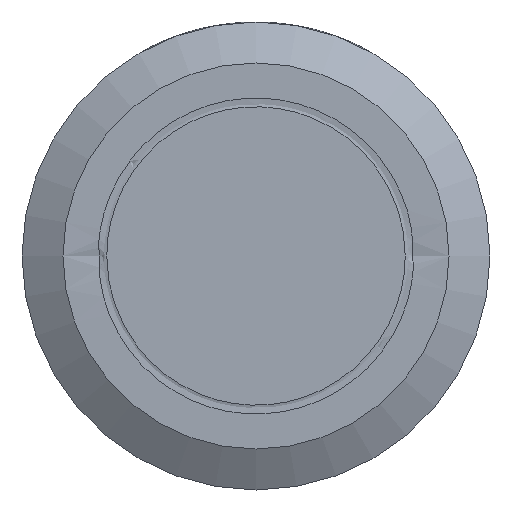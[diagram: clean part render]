
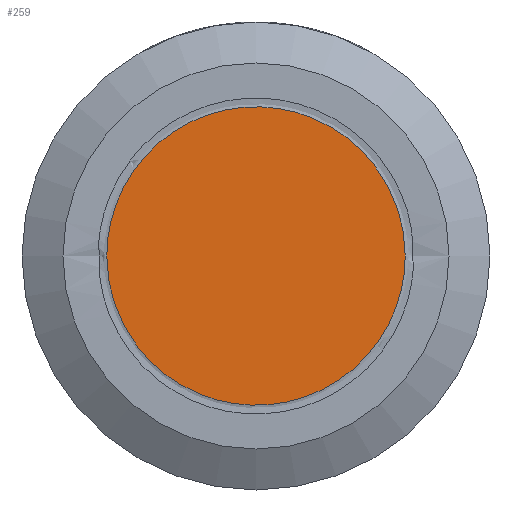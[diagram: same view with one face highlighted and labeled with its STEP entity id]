
A CAD part, front view. The second image highlights one B-rep face of the part: STEP entity #259.
In plain terms, the highlighted planar face has unit normal (0, -1, 0).
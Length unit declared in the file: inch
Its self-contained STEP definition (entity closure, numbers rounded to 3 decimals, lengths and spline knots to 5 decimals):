
#11 = CARTESIAN_POINT ( 'NONE',  ( 0.0502, 0., 0. ) ) ;
#20 = VERTEX_POINT ( 'NONE', #136 ) ;
#21 = CARTESIAN_POINT ( 'NONE',  ( -0.00788, 0., 0.04976 ) ) ;
#23 = CARTESIAN_POINT ( 'NONE',  ( -0.01256, 0., -0.04902 ) ) ;
#24 = CARTESIAN_POINT ( 'NONE',  ( 0.04776, 0., 0.01549 ) ) ;
#26 = CARTESIAN_POINT ( 'NONE',  ( -0.01699, 0., 0.04724 ) ) ;
#69 = EDGE_CURVE ( 'NONE', #20, #180, #125, .T. ) ;
#72 = CARTESIAN_POINT ( 'NONE',  ( 0.02491, 0., -0.04413 ) ) ;
#74 = CARTESIAN_POINT ( 'NONE',  ( -0.02164, 0., -0.0453 ) ) ;
#75 = DIRECTION ( 'NONE',  ( 0., 0., -1. ) ) ;
#79 = CARTESIAN_POINT ( 'NONE',  ( 0.04117, 0., -0.02909 ) ) ;
#80 = CARTESIAN_POINT ( 'NONE',  ( -0.00318, 0., 0.0502 ) ) ;
#86 = PLANE ( 'NONE',  #261 ) ;
#89 = CARTESIAN_POINT ( 'NONE',  ( -0.04413, 0., -0.02491 ) ) ;
#119 = CARTESIAN_POINT ( 'NONE',  ( -0.0502, 0., 0.00639 ) ) ;
#121 = CARTESIAN_POINT ( 'NONE',  ( -0.00637, 0., -0.05019 ) ) ;
#123 = CARTESIAN_POINT ( 'NONE',  ( -0.04638, 0., 0.01922 ) ) ;
#125 = B_SPLINE_CURVE_WITH_KNOTS ( 'NONE', 3,
 ( #245, #400, #664, #397, #140, #456, #503, #89, #506, #458, #192, #558, #74, #336, #447, #23, #121, #499, #653, #554, #126, #388, #188, #72, #552, #494, #79, #441, #650, #186, #557, #250, #559, #556 ),
 .UNSPECIFIED., .F., .F.,
 ( 4, 1, 1, 2, 2, 2, 1, 1, 2, 2, 2, 1, 1, 2, 2, 2, 1, 1, 2, 2, 4 ),
 ( 0., 0.0625, 0.09375, 0.10938, 0.125, 0.25, 0.3125, 0.34375, 0.35938, 0.375, 0.5, 0.5625, 0.59375, 0.60938, 0.625, 0.75, 0.8125, 0.84375, 0.85938, 0.875, 1. ),
 .UNSPECIFIED. ) ;
#126 = CARTESIAN_POINT ( 'NONE',  ( 0.01549, 0., -0.04776 ) ) ;
#127 = CARTESIAN_POINT ( 'NONE',  ( 0.02395, 0., 0.04418 ) ) ;
#128 = CARTESIAN_POINT ( 'NONE',  ( 0., 0., 0. ) ) ;
#136 = CARTESIAN_POINT ( 'NONE',  ( -0.0502, 0., 0. ) ) ;
#140 = CARTESIAN_POINT ( 'NONE',  ( -0.04776, 0., -0.01549 ) ) ;
#180 = VERTEX_POINT ( 'NONE', #11 ) ;
#182 = CARTESIAN_POINT ( 'NONE',  ( 0.00637, 0., 0.05019 ) ) ;
#186 = CARTESIAN_POINT ( 'NONE',  ( 0.04601, 0., -0.02008 ) ) ;
#187 = CARTESIAN_POINT ( 'NONE',  ( -0.04902, 0., 0.01255 ) ) ;
#188 = CARTESIAN_POINT ( 'NONE',  ( 0.01767, 0., -0.04699 ) ) ;
#192 = CARTESIAN_POINT ( 'NONE',  ( -0.02909, 0., -0.04117 ) ) ;
#197 = CARTESIAN_POINT ( 'NONE',  ( 0.04699, 0., 0.01767 ) ) ;
#224 = CARTESIAN_POINT ( 'NONE',  ( 0.0502, 0., 0. ) ) ;
#234 = B_SPLINE_CURVE_WITH_KNOTS ( 'NONE', 3,
 ( #224, #391, #597, #337, #24, #562, #197, #601, #549, #659, #445, #127, #383, #657, #498, #287, #182, #80, #21, #341, #602, #26, #651, #389, #607, #497, #238, #247, #450, #342, #123, #187, #119, #492 ),
 .UNSPECIFIED., .F., .F.,
 ( 4, 1, 1, 2, 2, 2, 1, 1, 2, 2, 2, 1, 1, 2, 2, 2, 1, 1, 2, 2, 4 ),
 ( 0., 0.0625, 0.09375, 0.10938, 0.125, 0.25, 0.3125, 0.34375, 0.35938, 0.375, 0.5, 0.5625, 0.59375, 0.60938, 0.625, 0.75, 0.8125, 0.84375, 0.85938, 0.875, 1. ),
 .UNSPECIFIED. ) ;
#237 = EDGE_CURVE ( 'NONE', #180, #20, #234, .T. ) ;
#238 = CARTESIAN_POINT ( 'NONE',  ( -0.04117, 0., 0.02909 ) ) ;
#239 = DIRECTION ( 'NONE',  ( 0., -1., 0. ) ) ;
#245 = CARTESIAN_POINT ( 'NONE',  ( -0.0502, 0., 0. ) ) ;
#247 = CARTESIAN_POINT ( 'NONE',  ( -0.04418, 0., 0.02395 ) ) ;
#250 = CARTESIAN_POINT ( 'NONE',  ( 0.04902, 0., -0.01255 ) ) ;
#259 = ADVANCED_FACE ( 'NONE', ( #298 ), #86, .T. ) ;
#261 = AXIS2_PLACEMENT_3D ( 'NONE', #128, #239, #75 ) ;
#287 = CARTESIAN_POINT ( 'NONE',  ( 0.01256, 0., 0.04902 ) ) ;
#298 = FACE_OUTER_BOUND ( 'NONE', #300, .T. ) ;
#300 = EDGE_LOOP ( 'NONE', ( #633, #393 ) ) ;
#336 = CARTESIAN_POINT ( 'NONE',  ( -0.02008, 0., -0.04601 ) ) ;
#337 = CARTESIAN_POINT ( 'NONE',  ( 0.04847, 0., 0.01323 ) ) ;
#341 = CARTESIAN_POINT ( 'NONE',  ( -0.01323, 0., 0.04847 ) ) ;
#342 = CARTESIAN_POINT ( 'NONE',  ( -0.04601, 0., 0.02008 ) ) ;
#383 = CARTESIAN_POINT ( 'NONE',  ( 0.02164, 0., 0.0453 ) ) ;
#388 = CARTESIAN_POINT ( 'NONE',  ( 0.01699, 0., -0.04724 ) ) ;
#389 = CARTESIAN_POINT ( 'NONE',  ( -0.02491, 0., 0.04413 ) ) ;
#391 = CARTESIAN_POINT ( 'NONE',  ( 0.0502, 0., 0.00319 ) ) ;
#393 = ORIENTED_EDGE ( 'NONE', *, *, #69, .T. ) ;
#397 = CARTESIAN_POINT ( 'NONE',  ( -0.04847, 0., -0.01323 ) ) ;
#400 = CARTESIAN_POINT ( 'NONE',  ( -0.0502, 0., -0.00319 ) ) ;
#441 = CARTESIAN_POINT ( 'NONE',  ( 0.04418, 0., -0.02395 ) ) ;
#445 = CARTESIAN_POINT ( 'NONE',  ( 0.02909, 0., 0.04117 ) ) ;
#447 = CARTESIAN_POINT ( 'NONE',  ( -0.01922, 0., -0.04638 ) ) ;
#450 = CARTESIAN_POINT ( 'NONE',  ( -0.0453, 0., 0.02164 ) ) ;
#456 = CARTESIAN_POINT ( 'NONE',  ( -0.04724, 0., -0.01699 ) ) ;
#458 = CARTESIAN_POINT ( 'NONE',  ( -0.03305, 0., -0.03794 ) ) ;
#492 = CARTESIAN_POINT ( 'NONE',  ( -0.0502, 0., 0. ) ) ;
#494 = CARTESIAN_POINT ( 'NONE',  ( 0.03794, 0., -0.03305 ) ) ;
#497 = CARTESIAN_POINT ( 'NONE',  ( -0.03794, 0., 0.03305 ) ) ;
#498 = CARTESIAN_POINT ( 'NONE',  ( 0.01922, 0., 0.04638 ) ) ;
#499 = CARTESIAN_POINT ( 'NONE',  ( 0.00318, 0., -0.0502 ) ) ;
#503 = CARTESIAN_POINT ( 'NONE',  ( -0.04699, 0., -0.01767 ) ) ;
#506 = CARTESIAN_POINT ( 'NONE',  ( -0.04038, 0., -0.0306 ) ) ;
#549 = CARTESIAN_POINT ( 'NONE',  ( 0.04038, 0., 0.0306 ) ) ;
#552 = CARTESIAN_POINT ( 'NONE',  ( 0.0306, 0., -0.04038 ) ) ;
#554 = CARTESIAN_POINT ( 'NONE',  ( 0.01323, 0., -0.04847 ) ) ;
#556 = CARTESIAN_POINT ( 'NONE',  ( 0.0502, 0., 0. ) ) ;
#557 = CARTESIAN_POINT ( 'NONE',  ( 0.04638, 0., -0.01922 ) ) ;
#558 = CARTESIAN_POINT ( 'NONE',  ( -0.02395, 0., -0.04418 ) ) ;
#559 = CARTESIAN_POINT ( 'NONE',  ( 0.0502, 0., -0.00639 ) ) ;
#562 = CARTESIAN_POINT ( 'NONE',  ( 0.04724, 0., 0.01699 ) ) ;
#597 = CARTESIAN_POINT ( 'NONE',  ( 0.04976, 0., 0.00789 ) ) ;
#601 = CARTESIAN_POINT ( 'NONE',  ( 0.04413, 0., 0.02491 ) ) ;
#602 = CARTESIAN_POINT ( 'NONE',  ( -0.01549, 0., 0.04776 ) ) ;
#607 = CARTESIAN_POINT ( 'NONE',  ( -0.0306, 0., 0.04038 ) ) ;
#633 = ORIENTED_EDGE ( 'NONE', *, *, #237, .T. ) ;
#650 = CARTESIAN_POINT ( 'NONE',  ( 0.0453, 0., -0.02164 ) ) ;
#651 = CARTESIAN_POINT ( 'NONE',  ( -0.01767, 0., 0.04699 ) ) ;
#653 = CARTESIAN_POINT ( 'NONE',  ( 0.00788, 0., -0.04976 ) ) ;
#657 = CARTESIAN_POINT ( 'NONE',  ( 0.02008, 0., 0.04601 ) ) ;
#659 = CARTESIAN_POINT ( 'NONE',  ( 0.03305, 0., 0.03794 ) ) ;
#664 = CARTESIAN_POINT ( 'NONE',  ( -0.04976, 0., -0.00789 ) ) ;
